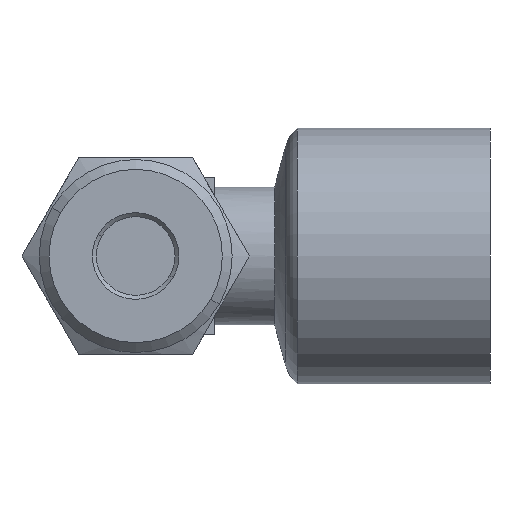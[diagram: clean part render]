
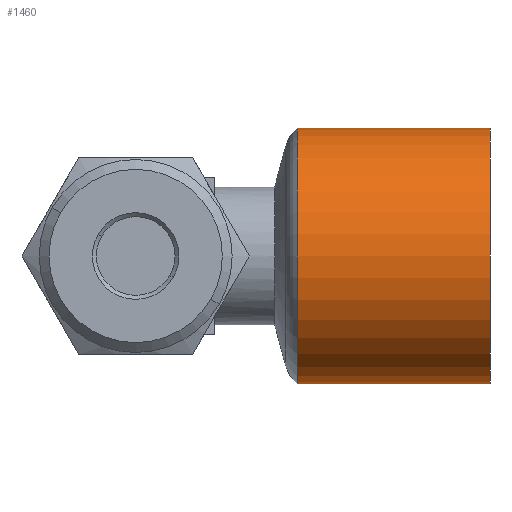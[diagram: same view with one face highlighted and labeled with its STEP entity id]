
A CAD part, left-side view. The second image highlights one B-rep face of the part: STEP entity #1460.
In plain terms, the highlighted cylindrical face has radius 6.5 mm (diameter 13 mm), a partial arc.
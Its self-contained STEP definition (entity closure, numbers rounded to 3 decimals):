
#339 = VERTEX_POINT ( 'NONE', #816 ) ;
#342 = VERTEX_POINT ( 'NONE', #819 ) ;
#345 = VERTEX_POINT ( 'NONE', #822 ) ;
#346 = VERTEX_POINT ( 'NONE', #823 ) ;
#763 = AXIS2_PLACEMENT_3D ( 'NONE', #2622, #2618, #2619 ) ;
#816 = CARTESIAN_POINT ( 'NONE',  ( 0., 3., 6.5 ) ) ;
#819 = CARTESIAN_POINT ( 'NONE',  ( 0., 3., -6.5 ) ) ;
#822 = CARTESIAN_POINT ( 'NONE',  ( 0., 12.788, -6.5 ) ) ;
#823 = CARTESIAN_POINT ( 'NONE',  ( 0., 12.788, 6.5 ) ) ;
#923 = EDGE_LOOP ( 'NONE', ( #1218, #1219, #1220, #1221 ) ) ;
#1218 = ORIENTED_EDGE ( 'NONE', *, *, #2116, .F. ) ;
#1219 = ORIENTED_EDGE ( 'NONE', *, *, #2167, .T. ) ;
#1220 = ORIENTED_EDGE ( 'NONE', *, *, #2132, .T. ) ;
#1221 = ORIENTED_EDGE ( 'NONE', *, *, #2183, .T. ) ;
#1460 = ADVANCED_FACE ( 'NONE', ( #1819 ), #1822, .T. ) ;
#1497 = CARTESIAN_POINT ( 'NONE',  ( 0., 12.788, 0. ) ) ;
#1498 = DIRECTION ( 'NONE',  ( 0., -1., 0. ) ) ;
#1499 = DIRECTION ( 'NONE',  ( 0., 0., -1. ) ) ;
#1819 = FACE_OUTER_BOUND ( 'NONE', #923, .T. ) ;
#1822 = CYLINDRICAL_SURFACE ( 'NONE', #763, 6.5 ) ;
#1917 = LINE ( 'NONE', #2322, #1919 ) ;
#1919 = VECTOR ( 'NONE', #2323, 1000. ) ;
#1940 = LINE ( 'NONE', #2363, #1942 ) ;
#1942 = VECTOR ( 'NONE', #2364, 1000. ) ;
#1985 = CIRCLE ( 'NONE', #2246, 6.5 ) ;
#2010 = CIRCLE ( 'NONE', #2252, 6.5 ) ;
#2116 = EDGE_CURVE ( 'NONE', #342, #345, #1917, .T. ) ;
#2132 = EDGE_CURVE ( 'NONE', #339, #346, #1940, .T. ) ;
#2167 = EDGE_CURVE ( 'NONE', #342, #339, #1985, .T. ) ;
#2183 = EDGE_CURVE ( 'NONE', #346, #345, #2010, .T. ) ;
#2246 = AXIS2_PLACEMENT_3D ( 'NONE', #2898, #2899, #2900 ) ;
#2252 = AXIS2_PLACEMENT_3D ( 'NONE', #1497, #1498, #1499 ) ;
#2322 = CARTESIAN_POINT ( 'NONE',  ( 0., 15.444, -6.5 ) ) ;
#2323 = DIRECTION ( 'NONE',  ( 0., 1., 0. ) ) ;
#2363 = CARTESIAN_POINT ( 'NONE',  ( 0., 15.444, 6.5 ) ) ;
#2364 = DIRECTION ( 'NONE',  ( 0., 1., 0. ) ) ;
#2618 = DIRECTION ( 'NONE',  ( 0., 1., 0. ) ) ;
#2619 = DIRECTION ( 'NONE',  ( 0., 0., 1. ) ) ;
#2622 = CARTESIAN_POINT ( 'NONE',  ( 0., 15.444, 0. ) ) ;
#2898 = CARTESIAN_POINT ( 'NONE',  ( 0., 3., 0. ) ) ;
#2899 = DIRECTION ( 'NONE',  ( 0., 1., 0. ) ) ;
#2900 = DIRECTION ( 'NONE',  ( 0., 0., 1. ) ) ;
